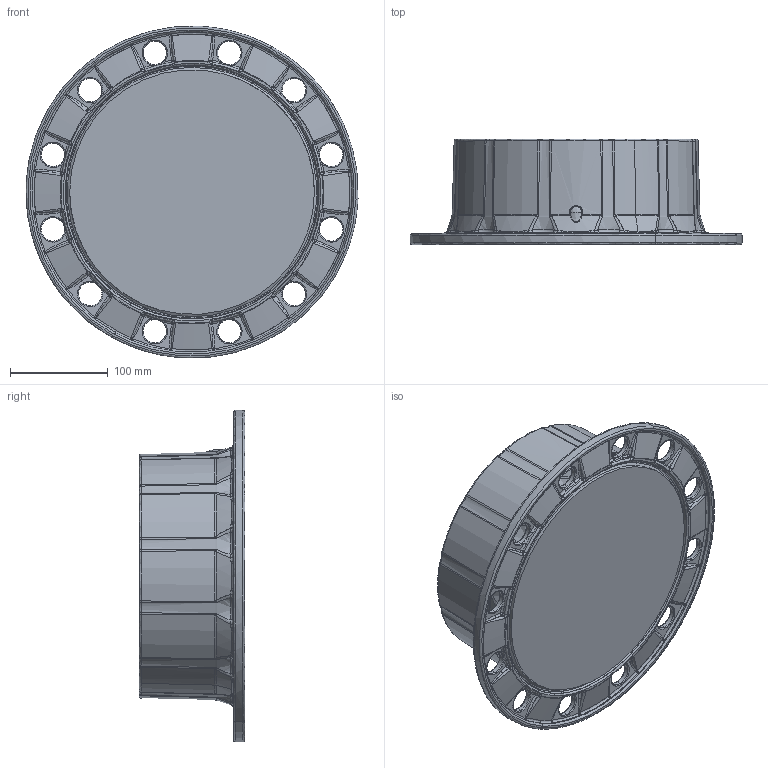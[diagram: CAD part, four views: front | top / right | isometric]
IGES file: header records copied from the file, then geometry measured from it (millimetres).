
Start section: START RECORD GO HERE.
Global section: file name: 05225-60-62XXXX.igs; native system: IBM CATIA IGES - CATIA Version 5 Release 17 ; preprocessor: CATIA Version 5 Release 17 ; author: pbm; organization: DKAVKINT; date: 20100826.095841; units: millimetre
Bounding box: 339.86 x 108 x 339.72 mm (x, y, z)
Surface area: 430220.9 mm2 (no closed solid volume)
Topology: 0 solids, 1816 shells, 1816 faces, 9204 edges, 9156 vertices
Faces by surface type: bspline 1816
